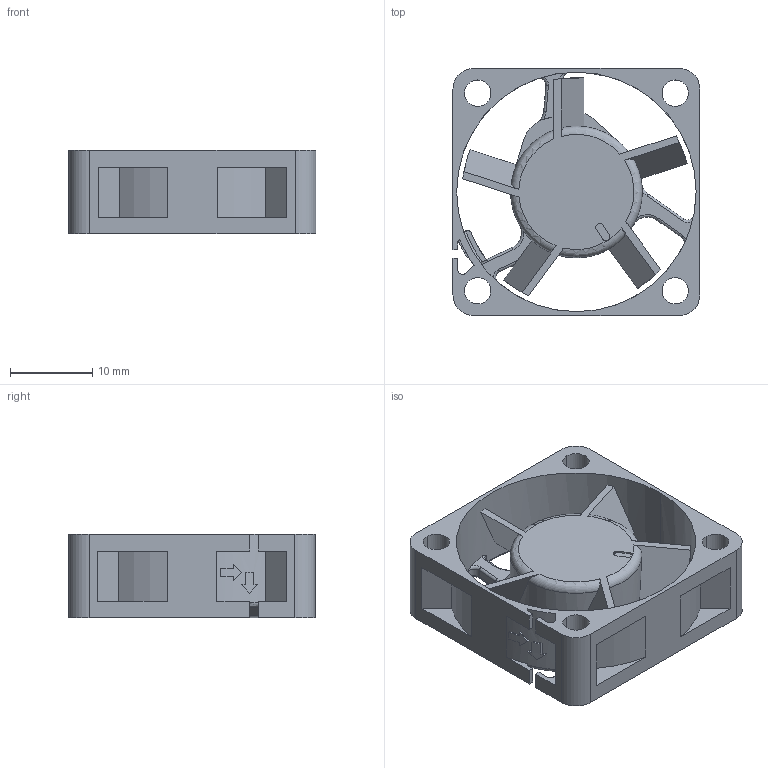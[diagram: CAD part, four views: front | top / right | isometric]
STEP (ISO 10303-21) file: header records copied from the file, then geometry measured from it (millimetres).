
FILE_DESCRIPTION((''),'2;1');
FILE_NAME('ASM0001_ASM','2016-04-15T',('DURANT.QIAN'),(''),'PRO/ENGINEER BY PARAMETRIC TECHNOLOGY CORPORATION, 2015280','PRO/ENGINEER BY PARAMETRIC TECHNOLOGY CORPORATION, 2015280','');
FILE_SCHEMA(('CONFIG_CONTROL_DESIGN'));
Length unit declared in the file: millimetre
Products named in the file (3): 410020030002; PRT0001; ASM0001_ASM
Assembly tree (2 placements, depth 2):
  ASM0001_ASM
    410020030002
    PRT0001
Bounding box: 30.1 x 30 x 10.15 mm (x, y, z)
Volume: 3164.9 mm3; surface area: 4893 mm2
Topology: 2 solids, 2 shells, 200 faces, 526 edges, 336 vertices
Faces by surface type: plane 88, cylinder 76, torus 34, bspline 1, sphere 1
Entity records: 6548 total; most frequent: CARTESIAN_POINT 1455, DIRECTION 1072, ORIENTED_EDGE 1052, EDGE_CURVE 526, AXIS2_PLACEMENT_3D 410, VERTEX_POINT 336, VECTOR 252, LINE 252
